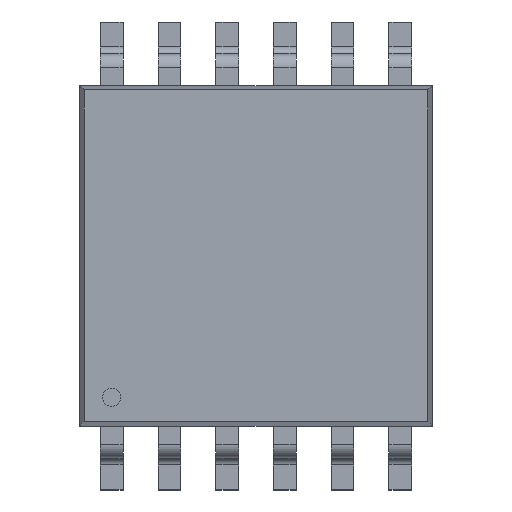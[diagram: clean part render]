
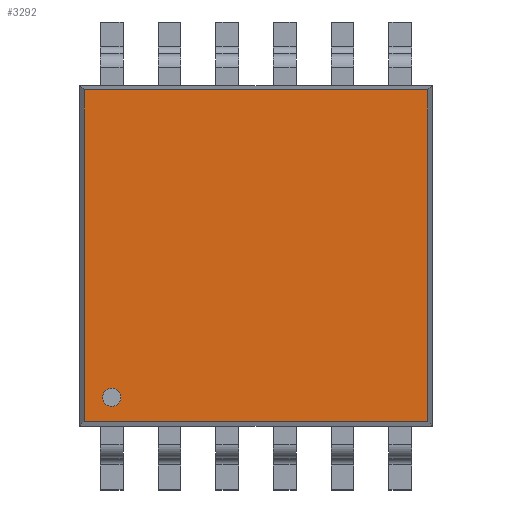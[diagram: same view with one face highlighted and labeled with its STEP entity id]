
A CAD part, top view. The second image highlights one B-rep face of the part: STEP entity #3292.
In plain terms, the highlighted planar face has unit normal (0, 0, 1).
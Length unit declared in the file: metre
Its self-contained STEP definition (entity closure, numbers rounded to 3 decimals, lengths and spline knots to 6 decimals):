
#191=CIRCLE('',#3744,0.0002);
#1073=ORIENTED_EDGE('',*,*,#1561,.T.);
#1074=ORIENTED_EDGE('',*,*,#1562,.T.);
#1075=ORIENTED_EDGE('',*,*,#1563,.T.);
#1076=ORIENTED_EDGE('',*,*,#1564,.T.);
#1077=ORIENTED_EDGE('',*,*,#1565,.T.);
#1561=EDGE_CURVE('',#1875,#1875,#191,.F.);
#1562=EDGE_CURVE('',#1876,#1877,#2233,.T.);
#1563=EDGE_CURVE('',#1877,#1878,#2234,.T.);
#1564=EDGE_CURVE('',#1878,#1879,#2235,.T.);
#1565=EDGE_CURVE('',#1879,#1876,#2236,.T.);
#1875=VERTEX_POINT('',#5638);
#1876=VERTEX_POINT('',#5640);
#1877=VERTEX_POINT('',#5641);
#1878=VERTEX_POINT('',#5643);
#1879=VERTEX_POINT('',#5645);
#2233=LINE('',#5639,#2597);
#2234=LINE('',#5642,#2598);
#2235=LINE('',#5644,#2599);
#2236=LINE('',#5646,#2600);
#2597=VECTOR('',#4671,1.);
#2598=VECTOR('',#4672,1.);
#2599=VECTOR('',#4673,1.);
#2600=VECTOR('',#4674,1.);
#2785=EDGE_LOOP('',(#1073));
#2786=EDGE_LOOP('',(#1074,#1075,#1076,#1077));
#2971=FACE_BOUND('',#2785,.T.);
#2972=FACE_BOUND('',#2786,.T.);
#3109=PLANE('',#3743);
#3292=ADVANCED_FACE('',(#2971,#2972),#3109,.T.);
#3743=AXIS2_PLACEMENT_3D('',#5636,#4667,#4668);
#3744=AXIS2_PLACEMENT_3D('',#5637,#4669,#4670);
#4667=DIRECTION('',(0.,0.,1.));
#4668=DIRECTION('',(1.,0.,0.));
#4669=DIRECTION('',(0.,0.,1.));
#4670=DIRECTION('',(1.,0.,0.));
#4671=DIRECTION('',(0.,1.,0.));
#4672=DIRECTION('',(-1.,0.,0.));
#4673=DIRECTION('',(0.,-1.,0.));
#4674=DIRECTION('',(1.,0.,0.));
#5636=CARTESIAN_POINT('',(0.,0.,0.00265));
#5637=CARTESIAN_POINT('',(-0.003175,-0.003115,0.00265));
#5638=CARTESIAN_POINT('',(-0.002975,-0.003115,0.00265));
#5639=CARTESIAN_POINT('',(0.00378,0.,0.00265));
#5640=CARTESIAN_POINT('',(0.00378,-0.00365,0.00265));
#5641=CARTESIAN_POINT('',(0.00378,0.00365,0.00265));
#5642=CARTESIAN_POINT('',(0.,0.00365,0.00265));
#5643=CARTESIAN_POINT('',(-0.00378,0.00365,0.00265));
#5644=CARTESIAN_POINT('',(-0.00378,-0.00375,0.00265));
#5645=CARTESIAN_POINT('',(-0.00378,-0.00365,0.00265));
#5646=CARTESIAN_POINT('',(0.00388,-0.00365,0.00265));
